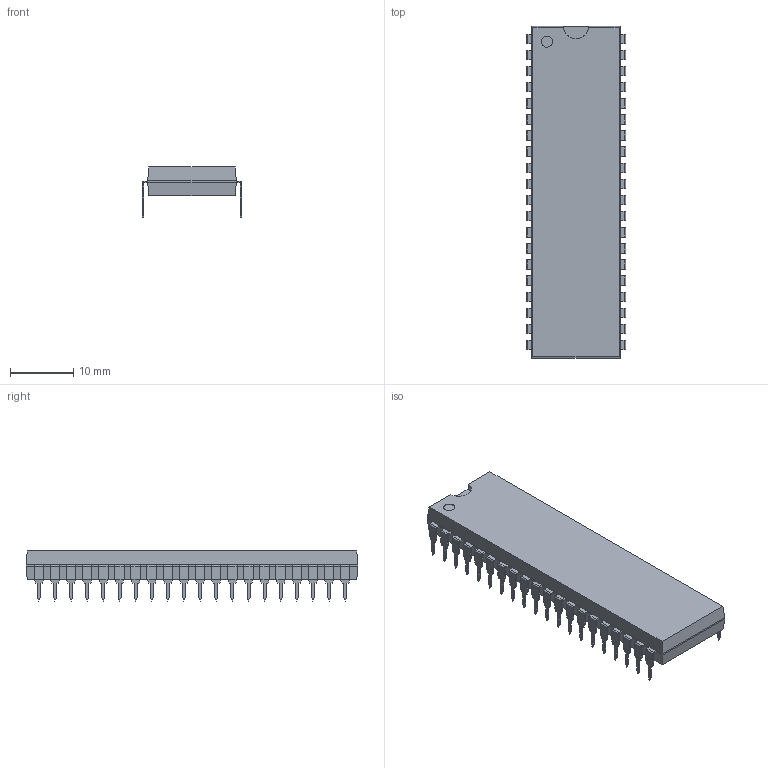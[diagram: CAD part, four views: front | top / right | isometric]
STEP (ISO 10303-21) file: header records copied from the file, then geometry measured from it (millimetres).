
FILE_DESCRIPTION(('FreeCAD Model'),'2;1');
FILE_NAME('dip40.stp', '2015-12-07T22:06:53',('Author'),(''), 'Open CASCADE STEP processor 6.7','FreeCAD','Unknown');
FILE_SCHEMA(('AUTOMOTIVE_DESIGN_CC2 { 1 2 10303 214 -1 1 5 4 }'));
Length unit declared in the file: millimetre
Products named in the file (4): ASSEMBLY; Pocket001; Array_(Mirror_#1); Array
Assembly tree (3 placements, depth 2):
  ASSEMBLY
    Pocket001
    Array_(Mirror_#1)
    Array
Bounding box: 15.62 x 52.3 x 7.88 mm (x, y, z)
Volume: 3275.4 mm3; surface area: 2610.7 mm2
Topology: 41 solids, 41 shells, 778 faces, 1917 edges, 1222 vertices
Faces by surface type: plane 696, cylinder 82
Full cylindrical faces by diameter (mm): 1.741 x1
Entity records: 48076 total; most frequent: CARTESIAN_POINT 8265, DIRECTION 7395, LINE 5415, VECTOR 5415, ORIENTED_EDGE 3834, PCURVE 3834, DEFINITIONAL_REPRESENTATION 3834, EDGE_CURVE 1917
